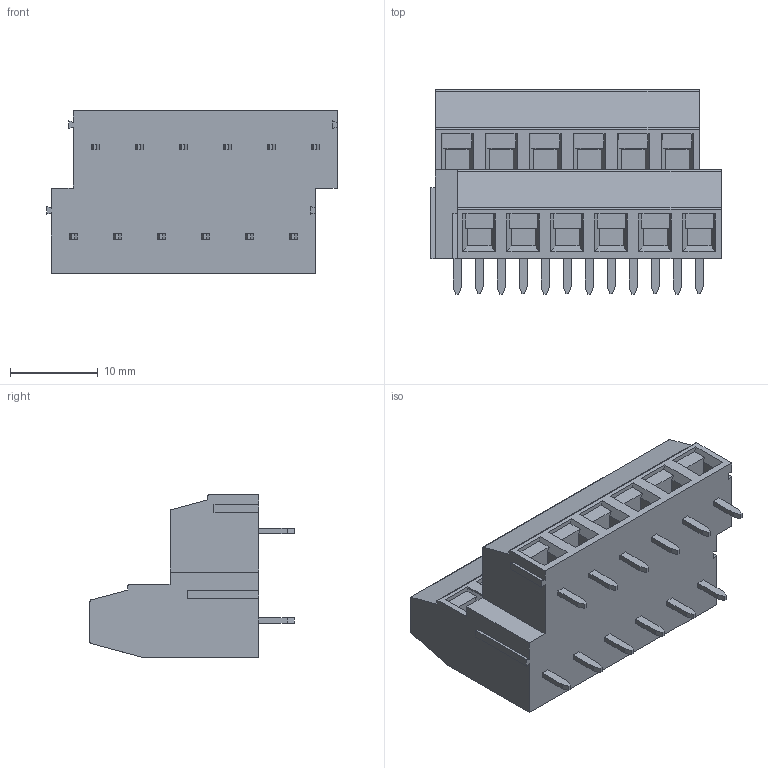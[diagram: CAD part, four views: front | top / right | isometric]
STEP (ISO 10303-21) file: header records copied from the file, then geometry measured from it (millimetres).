
FILE_DESCRIPTION (( 'STEP AP214' ), '1' );
FILE_NAME ('DG127A-5.0-12P-4Y-00AH.STEP', '2021-01-02T02:13:12', ( '' ), ( '' ), 'SwSTEP 2.0', 'SolidWorks 2020', '' );
FILE_SCHEMA (( 'AUTOMOTIVE_DESIGN' ));
Length unit declared in the file: millimetre
Products named in the file (1): DG127A-5.0-12P-4Y-00AH
Bounding box: 33 x 23.2 x 18.5 mm (x, y, z)
Volume: 6493.9 mm3; surface area: 4547.1 mm2
Topology: 1 solids, 1 shells, 784 faces, 2112 edges, 1392 vertices
Faces by surface type: plane 570, bspline 125, cylinder 53, torus 36
Entity records: 36532 total; most frequent: CARTESIAN_POINT 11598, ORIENTED_EDGE 4224, DIRECTION 3336, EDGE_CURVE 2112, LINE 1612, VECTOR 1612, VERTEX_POINT 1392, AXIS2_PLACEMENT_3D 862
